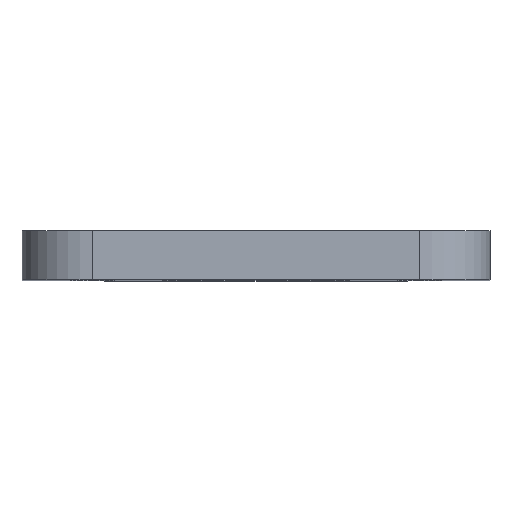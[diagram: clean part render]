
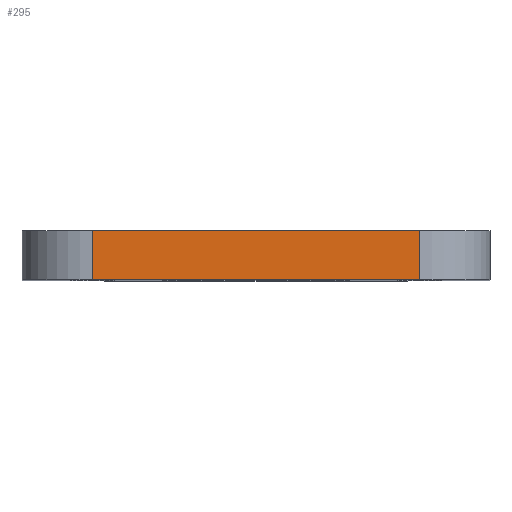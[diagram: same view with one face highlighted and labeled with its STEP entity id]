
A CAD part, top view. The second image highlights one B-rep face of the part: STEP entity #295.
In plain terms, the highlighted planar face has unit normal (0, 0, 1).
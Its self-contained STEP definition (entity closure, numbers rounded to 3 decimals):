
#125 = LINE ( 'NONE', #383, #563 ) ;
#131 = EDGE_CURVE ( 'NONE', #432, #339, #509, .T. ) ;
#137 = CARTESIAN_POINT ( 'NONE',  ( -7., 2.1, 12. ) ) ;
#138 = ORIENTED_EDGE ( 'NONE', *, *, #892, .T. ) ;
#139 = DIRECTION ( 'NONE',  ( 0., -1., 0. ) ) ;
#161 = VERTEX_POINT ( 'NONE', #245 ) ;
#176 = DIRECTION ( 'NONE',  ( 1., 0., 0. ) ) ;
#186 = FACE_OUTER_BOUND ( 'NONE', #1057, .T. ) ;
#189 = ORIENTED_EDGE ( 'NONE', *, *, #1075, .F. ) ;
#218 = CARTESIAN_POINT ( 'NONE',  ( 7., 0., 12. ) ) ;
#235 = CARTESIAN_POINT ( 'NONE',  ( 7., 2.1, 12. ) ) ;
#245 = CARTESIAN_POINT ( 'NONE',  ( -7., 2.1, 12. ) ) ;
#295 = ADVANCED_FACE ( 'NONE', ( #186 ), #625, .F. ) ;
#318 = LINE ( 'NONE', #137, #741 ) ;
#324 = EDGE_CURVE ( 'NONE', #161, #432, #318, .T. ) ;
#339 = VERTEX_POINT ( 'NONE', #218 ) ;
#383 = CARTESIAN_POINT ( 'NONE',  ( 0., 2.1, 12. ) ) ;
#424 = CARTESIAN_POINT ( 'NONE',  ( 0., 0., 12. ) ) ;
#432 = VERTEX_POINT ( 'NONE', #1080 ) ;
#474 = VERTEX_POINT ( 'NONE', #235 ) ;
#509 = LINE ( 'NONE', #424, #838 ) ;
#535 = DIRECTION ( 'NONE',  ( -1., 0., 0. ) ) ;
#547 = ORIENTED_EDGE ( 'NONE', *, *, #131, .T. ) ;
#563 = VECTOR ( 'NONE', #925, 1000. ) ;
#625 = PLANE ( 'NONE',  #839 ) ;
#740 = ORIENTED_EDGE ( 'NONE', *, *, #324, .T. ) ;
#741 = VECTOR ( 'NONE', #139, 1000. ) ;
#752 = LINE ( 'NONE', #1105, #901 ) ;
#804 = CARTESIAN_POINT ( 'NONE',  ( 0., 2.1, 12. ) ) ;
#838 = VECTOR ( 'NONE', #176, 1000. ) ;
#839 = AXIS2_PLACEMENT_3D ( 'NONE', #804, #881, #535 ) ;
#843 = DIRECTION ( 'NONE',  ( 0., 1., 0. ) ) ;
#881 = DIRECTION ( 'NONE',  ( 0., 0., -1. ) ) ;
#892 = EDGE_CURVE ( 'NONE', #339, #474, #752, .T. ) ;
#901 = VECTOR ( 'NONE', #843, 1000. ) ;
#925 = DIRECTION ( 'NONE',  ( 1., 0., 0. ) ) ;
#1057 = EDGE_LOOP ( 'NONE', ( #189, #740, #547, #138 ) ) ;
#1075 = EDGE_CURVE ( 'NONE', #161, #474, #125, .T. ) ;
#1080 = CARTESIAN_POINT ( 'NONE',  ( -7., 0., 12. ) ) ;
#1105 = CARTESIAN_POINT ( 'NONE',  ( 7., 2.1, 12. ) ) ;
